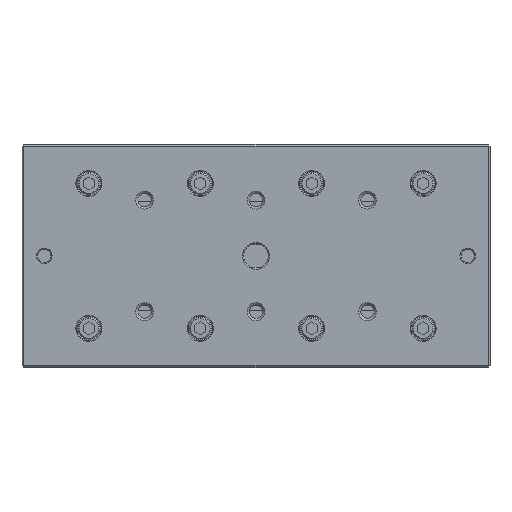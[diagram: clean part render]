
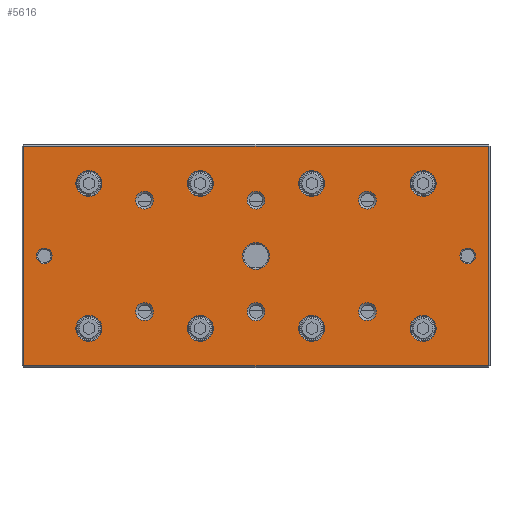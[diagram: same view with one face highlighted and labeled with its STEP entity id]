
A CAD part, top view. The second image highlights one B-rep face of the part: STEP entity #5616.
In plain terms, the highlighted planar face has unit normal (0, 0, 1).
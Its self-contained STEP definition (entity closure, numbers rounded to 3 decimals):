
#4913=FACE_BOUND('',#8377,.T.);
#4914=FACE_BOUND('',#8378,.T.);
#4915=FACE_BOUND('',#8379,.T.);
#4916=FACE_BOUND('',#8380,.T.);
#4917=FACE_BOUND('',#8381,.T.);
#4918=FACE_BOUND('',#8382,.T.);
#4919=FACE_BOUND('',#8383,.T.);
#4920=FACE_BOUND('',#8384,.T.);
#4921=FACE_BOUND('',#8385,.T.);
#4922=FACE_BOUND('',#8386,.T.);
#4923=FACE_BOUND('',#8387,.T.);
#4924=FACE_BOUND('',#8388,.T.);
#4925=FACE_BOUND('',#8389,.T.);
#4926=FACE_BOUND('',#8390,.T.);
#4927=FACE_BOUND('',#8391,.T.);
#4928=FACE_BOUND('',#8392,.T.);
#4929=FACE_BOUND('',#8393,.T.);
#4930=FACE_BOUND('',#8394,.T.);
#5279=CIRCLE('',#22416,6.);
#5280=CIRCLE('',#22417,3.5);
#5281=CIRCLE('',#22418,3.5);
#5282=CIRCLE('',#22419,4.);
#5283=CIRCLE('',#22420,4.);
#5284=CIRCLE('',#22421,4.);
#5285=CIRCLE('',#22422,4.);
#5286=CIRCLE('',#22423,4.);
#5287=CIRCLE('',#22424,4.);
#5288=CIRCLE('',#22425,5.825);
#5289=CIRCLE('',#22426,5.825);
#5290=CIRCLE('',#22427,5.825);
#5291=CIRCLE('',#22428,5.825);
#5292=CIRCLE('',#22429,5.825);
#5293=CIRCLE('',#22430,5.825);
#5294=CIRCLE('',#22431,5.825);
#5295=CIRCLE('',#22432,5.825);
#5616=ADVANCED_FACE('',(#4913,#4914,#4915,#4916,#4917,#4918,#4919,#4920,
#4921,#4922,#4923,#4924,#4925,#4926,#4927,#4928,#4929,#4930),#6604,.F.);
#6604=PLANE('',#22433);
#8377=EDGE_LOOP('',(#10655));
#8378=EDGE_LOOP('',(#10656));
#8379=EDGE_LOOP('',(#10657));
#8380=EDGE_LOOP('',(#10658));
#8381=EDGE_LOOP('',(#10659));
#8382=EDGE_LOOP('',(#10660));
#8383=EDGE_LOOP('',(#10661));
#8384=EDGE_LOOP('',(#10662));
#8385=EDGE_LOOP('',(#10663));
#8386=EDGE_LOOP('',(#10664));
#8387=EDGE_LOOP('',(#10665));
#8388=EDGE_LOOP('',(#10666));
#8389=EDGE_LOOP('',(#10667));
#8390=EDGE_LOOP('',(#10668));
#8391=EDGE_LOOP('',(#10669));
#8392=EDGE_LOOP('',(#10670));
#8393=EDGE_LOOP('',(#10671));
#8394=EDGE_LOOP('',(#10672,#10673,#10674,#10675));
#10655=ORIENTED_EDGE('',*,*,#16800,.T.);
#10656=ORIENTED_EDGE('',*,*,#16801,.F.);
#10657=ORIENTED_EDGE('',*,*,#16802,.T.);
#10658=ORIENTED_EDGE('',*,*,#16803,.T.);
#10659=ORIENTED_EDGE('',*,*,#16804,.T.);
#10660=ORIENTED_EDGE('',*,*,#16805,.T.);
#10661=ORIENTED_EDGE('',*,*,#16806,.T.);
#10662=ORIENTED_EDGE('',*,*,#16807,.T.);
#10663=ORIENTED_EDGE('',*,*,#16808,.T.);
#10664=ORIENTED_EDGE('',*,*,#16809,.T.);
#10665=ORIENTED_EDGE('',*,*,#16810,.T.);
#10666=ORIENTED_EDGE('',*,*,#16811,.T.);
#10667=ORIENTED_EDGE('',*,*,#16812,.T.);
#10668=ORIENTED_EDGE('',*,*,#16813,.T.);
#10669=ORIENTED_EDGE('',*,*,#16814,.T.);
#10670=ORIENTED_EDGE('',*,*,#16815,.T.);
#10671=ORIENTED_EDGE('',*,*,#16816,.T.);
#10672=ORIENTED_EDGE('',*,*,#16817,.T.);
#10673=ORIENTED_EDGE('',*,*,#16818,.T.);
#10674=ORIENTED_EDGE('',*,*,#16819,.T.);
#10675=ORIENTED_EDGE('',*,*,#16820,.T.);
#14999=VERTEX_POINT('',#29561);
#15000=VERTEX_POINT('',#29563);
#15001=VERTEX_POINT('',#29565);
#15002=VERTEX_POINT('',#29567);
#15003=VERTEX_POINT('',#29569);
#15004=VERTEX_POINT('',#29571);
#15005=VERTEX_POINT('',#29573);
#15006=VERTEX_POINT('',#29575);
#15007=VERTEX_POINT('',#29577);
#15008=VERTEX_POINT('',#29579);
#15009=VERTEX_POINT('',#29581);
#15010=VERTEX_POINT('',#29583);
#15011=VERTEX_POINT('',#29585);
#15012=VERTEX_POINT('',#29587);
#15013=VERTEX_POINT('',#29589);
#15014=VERTEX_POINT('',#29591);
#15015=VERTEX_POINT('',#29593);
#15016=VERTEX_POINT('',#29595);
#15017=VERTEX_POINT('',#29596);
#15018=VERTEX_POINT('',#29598);
#15019=VERTEX_POINT('',#29600);
#16800=EDGE_CURVE('',#14999,#14999,#5279,.T.);
#16801=EDGE_CURVE('',#15000,#15000,#5280,.T.);
#16802=EDGE_CURVE('',#15001,#15001,#5281,.T.);
#16803=EDGE_CURVE('',#15002,#15002,#5282,.T.);
#16804=EDGE_CURVE('',#15003,#15003,#5283,.T.);
#16805=EDGE_CURVE('',#15004,#15004,#5284,.T.);
#16806=EDGE_CURVE('',#15005,#15005,#5285,.T.);
#16807=EDGE_CURVE('',#15006,#15006,#5286,.T.);
#16808=EDGE_CURVE('',#15007,#15007,#5287,.T.);
#16809=EDGE_CURVE('',#15008,#15008,#5288,.T.);
#16810=EDGE_CURVE('',#15009,#15009,#5289,.T.);
#16811=EDGE_CURVE('',#15010,#15010,#5290,.T.);
#16812=EDGE_CURVE('',#15011,#15011,#5291,.T.);
#16813=EDGE_CURVE('',#15012,#15012,#5292,.T.);
#16814=EDGE_CURVE('',#15013,#15013,#5293,.T.);
#16815=EDGE_CURVE('',#15014,#15014,#5294,.T.);
#16816=EDGE_CURVE('',#15015,#15015,#5295,.T.);
#16817=EDGE_CURVE('',#15016,#15017,#19001,.T.);
#16818=EDGE_CURVE('',#15017,#15018,#19002,.T.);
#16819=EDGE_CURVE('',#15018,#15019,#19003,.T.);
#16820=EDGE_CURVE('',#15019,#15016,#19004,.T.);
#19001=LINE('',#29594,#20873);
#19002=LINE('',#29597,#20874);
#19003=LINE('',#29599,#20875);
#19004=LINE('',#29601,#20876);
#20873=VECTOR('',#24485,1.);
#20874=VECTOR('',#24486,1.);
#20875=VECTOR('',#24487,1.);
#20876=VECTOR('',#24488,1.);
#22416=AXIS2_PLACEMENT_3D('',#29560,#24451,#24452);
#22417=AXIS2_PLACEMENT_3D('',#29562,#24453,#24454);
#22418=AXIS2_PLACEMENT_3D('',#29564,#24455,#24456);
#22419=AXIS2_PLACEMENT_3D('',#29566,#24457,#24458);
#22420=AXIS2_PLACEMENT_3D('',#29568,#24459,#24460);
#22421=AXIS2_PLACEMENT_3D('',#29570,#24461,#24462);
#22422=AXIS2_PLACEMENT_3D('',#29572,#24463,#24464);
#22423=AXIS2_PLACEMENT_3D('',#29574,#24465,#24466);
#22424=AXIS2_PLACEMENT_3D('',#29576,#24467,#24468);
#22425=AXIS2_PLACEMENT_3D('',#29578,#24469,#24470);
#22426=AXIS2_PLACEMENT_3D('',#29580,#24471,#24472);
#22427=AXIS2_PLACEMENT_3D('',#29582,#24473,#24474);
#22428=AXIS2_PLACEMENT_3D('',#29584,#24475,#24476);
#22429=AXIS2_PLACEMENT_3D('',#29586,#24477,#24478);
#22430=AXIS2_PLACEMENT_3D('',#29588,#24479,#24480);
#22431=AXIS2_PLACEMENT_3D('',#29590,#24481,#24482);
#22432=AXIS2_PLACEMENT_3D('',#29592,#24483,#24484);
#22433=AXIS2_PLACEMENT_3D('',#29602,#24489,#24490);
#24451=DIRECTION('',(0.,0.,-1.));
#24452=DIRECTION('',(-1.,0.,0.));
#24453=DIRECTION('',(0.,0.,1.));
#24454=DIRECTION('',(1.,0.,0.));
#24455=DIRECTION('',(0.,0.,-1.));
#24456=DIRECTION('',(-1.,0.,0.));
#24457=DIRECTION('',(0.,0.,-1.));
#24458=DIRECTION('',(-1.,0.,0.));
#24459=DIRECTION('',(0.,0.,-1.));
#24460=DIRECTION('',(-1.,0.,0.));
#24461=DIRECTION('',(0.,0.,-1.));
#24462=DIRECTION('',(-1.,0.,0.));
#24463=DIRECTION('',(0.,0.,-1.));
#24464=DIRECTION('',(-1.,0.,0.));
#24465=DIRECTION('',(0.,0.,-1.));
#24466=DIRECTION('',(-1.,0.,0.));
#24467=DIRECTION('',(0.,0.,-1.));
#24468=DIRECTION('',(-1.,0.,0.));
#24469=DIRECTION('',(0.,0.,-1.));
#24470=DIRECTION('',(-1.,0.,0.));
#24471=DIRECTION('',(0.,0.,-1.));
#24472=DIRECTION('',(-1.,0.,0.));
#24473=DIRECTION('',(0.,0.,-1.));
#24474=DIRECTION('',(-1.,0.,0.));
#24475=DIRECTION('',(0.,0.,-1.));
#24476=DIRECTION('',(-1.,0.,0.));
#24477=DIRECTION('',(0.,0.,-1.));
#24478=DIRECTION('',(-1.,0.,0.));
#24479=DIRECTION('',(0.,0.,-1.));
#24480=DIRECTION('',(-1.,0.,0.));
#24481=DIRECTION('',(0.,0.,-1.));
#24482=DIRECTION('',(-1.,0.,0.));
#24483=DIRECTION('',(0.,0.,-1.));
#24484=DIRECTION('',(-1.,0.,0.));
#24485=DIRECTION('',(1.,0.,0.));
#24486=DIRECTION('',(0.,1.,0.));
#24487=DIRECTION('',(-1.,0.,0.));
#24488=DIRECTION('',(0.,-1.,0.));
#24489=DIRECTION('',(0.,0.,-1.));
#24490=DIRECTION('',(1.,0.,0.));
#29560=CARTESIAN_POINT('',(185.,50.,40.));
#29561=CARTESIAN_POINT('',(179.,50.,40.));
#29562=CARTESIAN_POINT('',(280.,50.,40.));
#29563=CARTESIAN_POINT('',(283.5,50.,40.));
#29564=CARTESIAN_POINT('',(90.,50.,40.));
#29565=CARTESIAN_POINT('',(86.5,50.,40.));
#29566=CARTESIAN_POINT('',(235.,25.,40.));
#29567=CARTESIAN_POINT('',(231.,25.,40.));
#29568=CARTESIAN_POINT('',(235.,75.,40.));
#29569=CARTESIAN_POINT('',(231.,75.,40.));
#29570=CARTESIAN_POINT('',(185.,25.,40.));
#29571=CARTESIAN_POINT('',(181.,25.,40.));
#29572=CARTESIAN_POINT('',(185.,75.,40.));
#29573=CARTESIAN_POINT('',(181.,75.,40.));
#29574=CARTESIAN_POINT('',(135.,25.,40.));
#29575=CARTESIAN_POINT('',(131.,25.,40.));
#29576=CARTESIAN_POINT('',(135.,75.,40.));
#29577=CARTESIAN_POINT('',(131.,75.,40.));
#29578=CARTESIAN_POINT('',(260.,17.5,40.));
#29579=CARTESIAN_POINT('',(254.175,17.5,40.));
#29580=CARTESIAN_POINT('',(260.,82.5,40.));
#29581=CARTESIAN_POINT('',(254.175,82.5,40.));
#29582=CARTESIAN_POINT('',(210.,17.5,40.));
#29583=CARTESIAN_POINT('',(204.175,17.5,40.));
#29584=CARTESIAN_POINT('',(210.,82.5,40.));
#29585=CARTESIAN_POINT('',(204.175,82.5,40.));
#29586=CARTESIAN_POINT('',(160.,17.5,40.));
#29587=CARTESIAN_POINT('',(154.175,17.5,40.));
#29588=CARTESIAN_POINT('',(160.,82.5,40.));
#29589=CARTESIAN_POINT('',(154.175,82.5,40.));
#29590=CARTESIAN_POINT('',(110.,17.5,40.));
#29591=CARTESIAN_POINT('',(104.175,17.5,40.));
#29592=CARTESIAN_POINT('',(110.,82.5,40.));
#29593=CARTESIAN_POINT('',(104.175,82.5,40.));
#29594=CARTESIAN_POINT('',(290.,0.7,40.));
#29595=CARTESIAN_POINT('',(80.7,0.7,40.));
#29596=CARTESIAN_POINT('',(289.3,0.7,40.));
#29597=CARTESIAN_POINT('',(289.3,100.,40.));
#29598=CARTESIAN_POINT('',(289.3,99.3,40.));
#29599=CARTESIAN_POINT('',(290.,99.3,40.));
#29600=CARTESIAN_POINT('',(80.7,99.3,40.));
#29601=CARTESIAN_POINT('',(80.7,0.7,40.));
#29602=CARTESIAN_POINT('',(290.,100.,40.));
